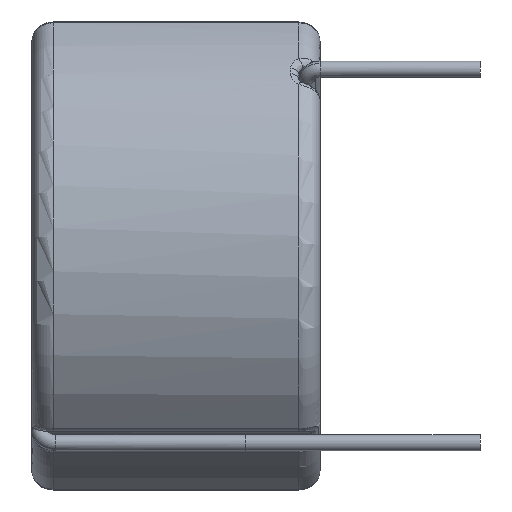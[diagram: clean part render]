
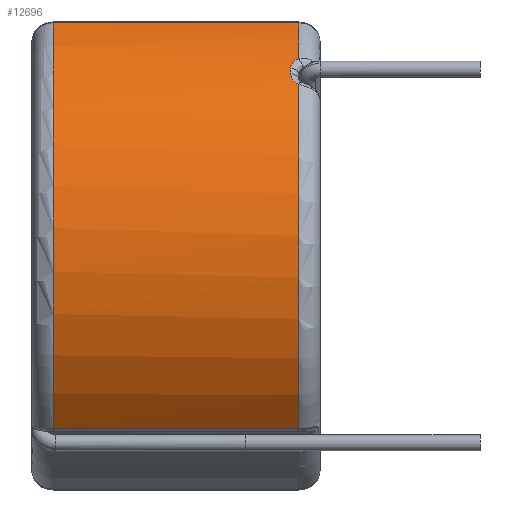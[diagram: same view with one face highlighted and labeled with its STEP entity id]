
A CAD part, left-side view. The second image highlights one B-rep face of the part: STEP entity #12696.
In plain terms, the highlighted cylindrical face has radius 24.5 mm (diameter 49 mm), a partial arc.
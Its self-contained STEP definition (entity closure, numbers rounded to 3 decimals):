
#256 = CARTESIAN_POINT ( 'NONE',  ( -16.97, -10.75, 17.672 ) ) ;
#327 = CARTESIAN_POINT ( 'NONE',  ( -16.079, -11.5, 18.485 ) ) ;
#462 = LINE ( 'NONE', #9847, #11470 ) ;
#500 = CIRCLE ( 'NONE', #833, 24.5 ) ;
#688 = CARTESIAN_POINT ( 'NONE',  ( -18.485, -11.5, 16.079 ) ) ;
#833 = AXIS2_PLACEMENT_3D ( 'NONE', #17821, #14916, #13591 ) ;
#1106 = DIRECTION ( 'NONE',  ( 0., -1., 0. ) ) ;
#1134 = VERTEX_POINT ( 'NONE', #15428 ) ;
#1657 = CARTESIAN_POINT ( 'NONE',  ( -17.578, -10.75, 17.067 ) ) ;
#1769 = EDGE_LOOP ( 'NONE', ( #12181, #17204, #3469, #8293, #12678, #6842, #9934, #7575 ) ) ;
#2184 = CARTESIAN_POINT ( 'NONE',  ( -17.941, -10.834, 16.685 ) ) ;
#2503 = DIRECTION ( 'NONE',  ( 0., -1., 0. ) ) ;
#2620 = CARTESIAN_POINT ( 'NONE',  ( -18.401, 13.5, -16.176 ) ) ;
#3074 = EDGE_CURVE ( 'NONE', #18247, #15066, #17199, .T. ) ;
#3257 = DIRECTION ( 'NONE',  ( 0., -1., 0. ) ) ;
#3469 = ORIENTED_EDGE ( 'NONE', *, *, #3074, .F. ) ;
#3617 = CARTESIAN_POINT ( 'NONE',  ( -18.385, -11.28, 16.194 ) ) ;
#3747 = CARTESIAN_POINT ( 'NONE',  ( 0., -11.5, 0. ) ) ;
#4230 = AXIS2_PLACEMENT_3D ( 'NONE', #3747, #18029, #9311 ) ;
#4350 = CARTESIAN_POINT ( 'NONE',  ( -17.067, -10.75, 17.578 ) ) ;
#4472 = VERTEX_POINT ( 'NONE', #17792 ) ;
#4605 = CARTESIAN_POINT ( 'NONE',  ( -16.132, -11.384, 18.44 ) ) ;
#4742 = CARTESIAN_POINT ( 'NONE',  ( -16.195, -11.279, 18.384 ) ) ;
#4987 = CARTESIAN_POINT ( 'NONE',  ( -18.027, -10.884, 16.592 ) ) ;
#5328 = CARTESIAN_POINT ( 'NONE',  ( 0., 13.5, 0. ) ) ;
#5435 = VERTEX_POINT ( 'NONE', #8076 ) ;
#5493 = CARTESIAN_POINT ( 'NONE',  ( 0., -10.75, 0. ) ) ;
#5668 = CARTESIAN_POINT ( 'NONE',  ( -18.401, -11.5, -16.176 ) ) ;
#6610 = VERTEX_POINT ( 'NONE', #6849 ) ;
#6842 = ORIENTED_EDGE ( 'NONE', *, *, #9344, .F. ) ;
#6849 = CARTESIAN_POINT ( 'NONE',  ( -16.079, -11.5, 18.485 ) ) ;
#6853 = EDGE_CURVE ( 'NONE', #10376, #1134, #500, .T. ) ;
#7059 = VECTOR ( 'NONE', #17234, 1000. ) ;
#7575 = ORIENTED_EDGE ( 'NONE', *, *, #18283, .F. ) ;
#7643 = CARTESIAN_POINT ( 'NONE',  ( -16.874, -10.767, 17.763 ) ) ;
#7733 = CARTESIAN_POINT ( 'NONE',  ( 0., -11.5, 0. ) ) ;
#7945 = CARTESIAN_POINT ( 'NONE',  ( -18.184, -11.013, 16.42 ) ) ;
#8076 = CARTESIAN_POINT ( 'NONE',  ( -17.578, -10.75, 17.067 ) ) ;
#8293 = ORIENTED_EDGE ( 'NONE', *, *, #17353, .F. ) ;
#9073 = CARTESIAN_POINT ( 'NONE',  ( -16.42, -11.013, 18.183 ) ) ;
#9311 = DIRECTION ( 'NONE',  ( 0., 0., 1. ) ) ;
#9344 = EDGE_CURVE ( 'NONE', #6610, #11049, #14860, .T. ) ;
#9610 = EDGE_CURVE ( 'NONE', #11049, #5435, #10080, .T. ) ;
#9664 = DIRECTION ( 'NONE',  ( 0., -1., 0. ) ) ;
#9847 = CARTESIAN_POINT ( 'NONE',  ( -11.104, 13.5, 21.839 ) ) ;
#9934 = ORIENTED_EDGE ( 'NONE', *, *, #14409, .F. ) ;
#10080 = CIRCLE ( 'NONE', #12698, 24.5 ) ;
#10376 = VERTEX_POINT ( 'NONE', #14840 ) ;
#10579 = CARTESIAN_POINT ( 'NONE',  ( -16.593, -10.884, 18.026 ) ) ;
#11049 = VERTEX_POINT ( 'NONE', #4350 ) ;
#11144 = DIRECTION ( 'NONE',  ( 0., 0., -1. ) ) ;
#11470 = VECTOR ( 'NONE', #2503, 1000. ) ;
#11511 = EDGE_CURVE ( 'NONE', #15066, #10376, #15656, .T. ) ;
#11828 = AXIS2_PLACEMENT_3D ( 'NONE', #7733, #3257, #12075 ) ;
#12075 = DIRECTION ( 'NONE',  ( 0., 0., 1. ) ) ;
#12181 = ORIENTED_EDGE ( 'NONE', *, *, #6853, .F. ) ;
#12303 = CARTESIAN_POINT ( 'NONE',  ( -17.764, -10.767, 16.874 ) ) ;
#12364 = CARTESIAN_POINT ( 'NONE',  ( -18.44, -11.384, 16.132 ) ) ;
#12441 = CYLINDRICAL_SURFACE ( 'NONE', #13892, 24.5 ) ;
#12678 = ORIENTED_EDGE ( 'NONE', *, *, #9610, .F. ) ;
#12696 = ADVANCED_FACE ( 'NONE', ( #16307 ), #12441, .T. ) ;
#12698 = AXIS2_PLACEMENT_3D ( 'NONE', #5493, #9664, #11144 ) ;
#13219 = CIRCLE ( 'NONE', #11828, 24.5 ) ;
#13282 = CARTESIAN_POINT ( 'NONE',  ( -17.067, -10.75, 17.578 ) ) ;
#13420 = CARTESIAN_POINT ( 'NONE',  ( -16.339, -11.094, 18.257 ) ) ;
#13591 = DIRECTION ( 'NONE',  ( 0., 0., 1. ) ) ;
#13892 = AXIS2_PLACEMENT_3D ( 'NONE', #5328, #1106, #16018 ) ;
#14208 = CARTESIAN_POINT ( 'NONE',  ( -18.485, -11.5, 16.079 ) ) ;
#14409 = EDGE_CURVE ( 'NONE', #4472, #6610, #13219, .T. ) ;
#14840 = CARTESIAN_POINT ( 'NONE',  ( -18.401, 11.5, -16.176 ) ) ;
#14842 = CARTESIAN_POINT ( 'NONE',  ( -17.672, -10.75, 16.97 ) ) ;
#14860 = B_SPLINE_CURVE_WITH_KNOTS ( 'NONE', 3,
 ( #327, #4605, #4742, #13420, #9073, #10579, #16324, #7643, #256, #13282 ),
 .UNSPECIFIED., .F., .F.,
 ( 4, 2, 2, 2, 4 ),
 ( 0., 0., 0.001, 0.001, 0.002 ),
 .UNSPECIFIED. ) ;
#14916 = DIRECTION ( 'NONE',  ( 0., 1., 0. ) ) ;
#15066 = VERTEX_POINT ( 'NONE', #5668 ) ;
#15306 = CARTESIAN_POINT ( 'NONE',  ( -18.257, -11.094, 16.338 ) ) ;
#15428 = CARTESIAN_POINT ( 'NONE',  ( -11.104, 11.5, 21.839 ) ) ;
#15472 = B_SPLINE_CURVE_WITH_KNOTS ( 'NONE', 3,
 ( #1657, #14842, #12303, #2184, #4987, #7945, #15306, #3617, #12364, #688 ),
 .UNSPECIFIED., .F., .F.,
 ( 4, 2, 2, 2, 4 ),
 ( 0., 0., 0.001, 0.001, 0.002 ),
 .UNSPECIFIED. ) ;
#15656 = LINE ( 'NONE', #2620, #7059 ) ;
#16018 = DIRECTION ( 'NONE',  ( 0., 0., -1. ) ) ;
#16307 = FACE_OUTER_BOUND ( 'NONE', #1769, .T. ) ;
#16324 = CARTESIAN_POINT ( 'NONE',  ( -16.685, -10.833, 17.941 ) ) ;
#17199 = CIRCLE ( 'NONE', #4230, 24.5 ) ;
#17204 = ORIENTED_EDGE ( 'NONE', *, *, #11511, .F. ) ;
#17234 = DIRECTION ( 'NONE',  ( 0., 1., 0. ) ) ;
#17353 = EDGE_CURVE ( 'NONE', #5435, #18247, #15472, .T. ) ;
#17792 = CARTESIAN_POINT ( 'NONE',  ( -11.104, -11.5, 21.839 ) ) ;
#17821 = CARTESIAN_POINT ( 'NONE',  ( 0., 11.5, 0. ) ) ;
#18029 = DIRECTION ( 'NONE',  ( 0., -1., 0. ) ) ;
#18247 = VERTEX_POINT ( 'NONE', #14208 ) ;
#18283 = EDGE_CURVE ( 'NONE', #1134, #4472, #462, .T. ) ;
